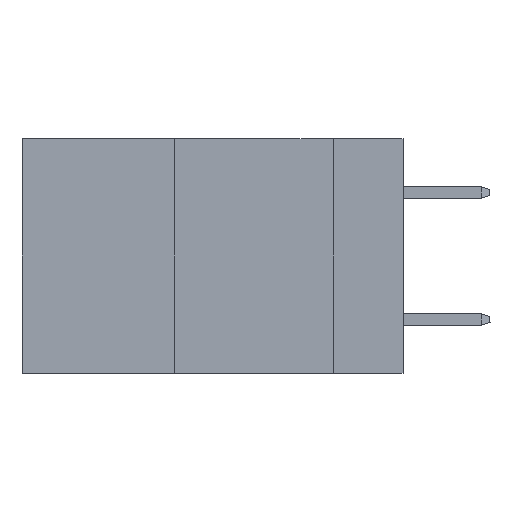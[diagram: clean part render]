
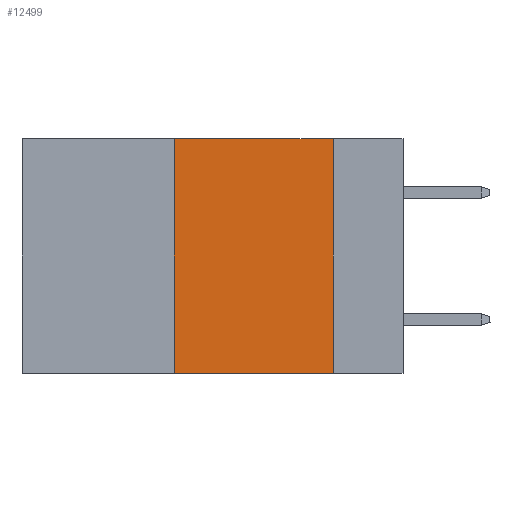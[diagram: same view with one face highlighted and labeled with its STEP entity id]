
A CAD part, left-side view. The second image highlights one B-rep face of the part: STEP entity #12499.
In plain terms, the highlighted planar face has unit normal (-1, 0, 0).
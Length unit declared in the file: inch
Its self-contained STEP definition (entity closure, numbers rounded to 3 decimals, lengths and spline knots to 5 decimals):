
#341 = VECTOR ( 'NONE', #7977, 39.37008 ) ;
#935 = ORIENTED_EDGE ( 'NONE', *, *, #1929, .F. ) ;
#1803 = DIRECTION ( 'NONE',  ( 0., -1., 0. ) ) ;
#1929 = EDGE_CURVE ( 'NONE', #18897, #13527, #8151, .T. ) ;
#2047 = CARTESIAN_POINT ( 'NONE',  ( 0., 0.6, -0.37 ) ) ;
#2235 = VECTOR ( 'NONE', #1803, 39.37008 ) ;
#4316 = ORIENTED_EDGE ( 'NONE', *, *, #15250, .T. ) ;
#4809 = CARTESIAN_POINT ( 'NONE',  ( 0., 0.11, 0. ) ) ;
#5266 = LINE ( 'NONE', #2047, #2235 ) ;
#5396 = EDGE_CURVE ( 'NONE', #14903, #12360, #18446, .T. ) ;
#5419 = ORIENTED_EDGE ( 'NONE', *, *, #8432, .F. ) ;
#7958 = DIRECTION ( 'NONE',  ( 0., -1., 0. ) ) ;
#7977 = DIRECTION ( 'NONE',  ( 0., 0., 1. ) ) ;
#8151 = LINE ( 'NONE', #4809, #19369 ) ;
#8432 = EDGE_CURVE ( 'NONE', #12360, #18897, #14319, .T. ) ;
#8863 = CARTESIAN_POINT ( 'NONE',  ( 0., 0.36, 0. ) ) ;
#9735 = PLANE ( 'NONE',  #22633 ) ;
#9771 = CARTESIAN_POINT ( 'NONE',  ( 0., 0.36, -0.37 ) ) ;
#10118 = DIRECTION ( 'NONE',  ( 0., 0., -1. ) ) ;
#12360 = VERTEX_POINT ( 'NONE', #8863 ) ;
#12499 = ADVANCED_FACE ( 'NONE', ( #12674 ), #9735, .F. ) ;
#12674 = FACE_OUTER_BOUND ( 'NONE', #16844, .T. ) ;
#13290 = ORIENTED_EDGE ( 'NONE', *, *, #5396, .F. ) ;
#13527 = VERTEX_POINT ( 'NONE', #14388 ) ;
#14183 = VECTOR ( 'NONE', #7958, 39.37008 ) ;
#14319 = LINE ( 'NONE', #21335, #14183 ) ;
#14388 = CARTESIAN_POINT ( 'NONE',  ( 0., 0.11, -0.37 ) ) ;
#14903 = VERTEX_POINT ( 'NONE', #9771 ) ;
#15013 = CARTESIAN_POINT ( 'NONE',  ( 0., 0.6, 0. ) ) ;
#15250 = EDGE_CURVE ( 'NONE', #14903, #13527, #5266, .T. ) ;
#16844 = EDGE_LOOP ( 'NONE', ( #935, #5419, #13290, #4316 ) ) ;
#18446 = LINE ( 'NONE', #21685, #341 ) ;
#18897 = VERTEX_POINT ( 'NONE', #21389 ) ;
#19369 = VECTOR ( 'NONE', #10118, 39.37008 ) ;
#19990 = DIRECTION ( 'NONE',  ( 0., 0., -1. ) ) ;
#21335 = CARTESIAN_POINT ( 'NONE',  ( 0., 0.6, 0. ) ) ;
#21389 = CARTESIAN_POINT ( 'NONE',  ( 0., 0.11, 0. ) ) ;
#21401 = DIRECTION ( 'NONE',  ( 1., 0., 0. ) ) ;
#21685 = CARTESIAN_POINT ( 'NONE',  ( 0., 0.36, 0. ) ) ;
#22633 = AXIS2_PLACEMENT_3D ( 'NONE', #15013, #21401, #19990 ) ;
